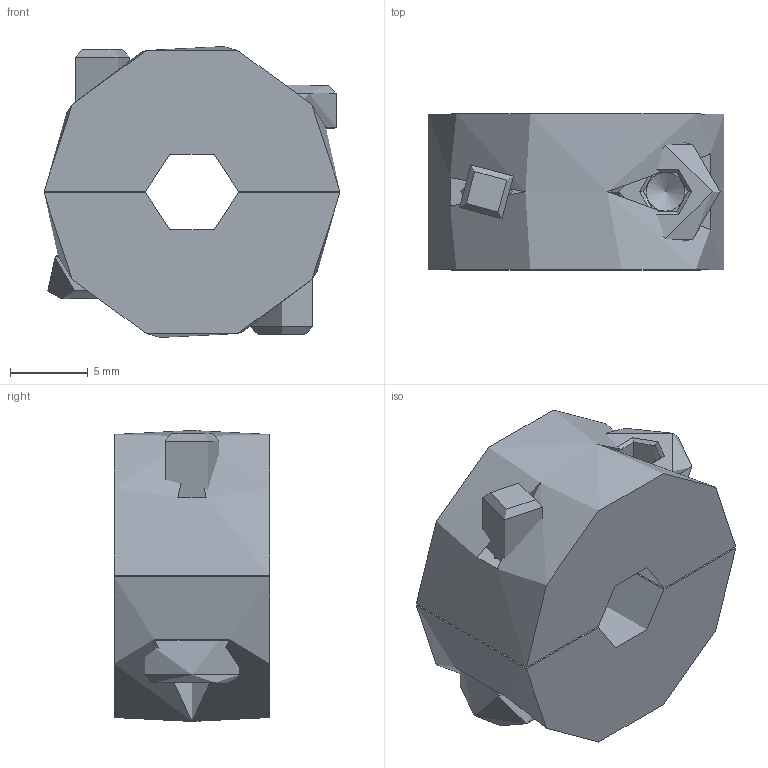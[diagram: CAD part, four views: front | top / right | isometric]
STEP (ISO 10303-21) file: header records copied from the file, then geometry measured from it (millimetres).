
FILE_DESCRIPTION (( 'STEP AP203' ), '1' );
FILE_NAME ('100072006.step', '2021-10-12T11:37:52', ( '' ), ( '' ), 'SwSTEP 2.0', 'SolidWorks 2018', '' );
FILE_SCHEMA (( 'CONFIG_CONTROL_DESIGN' ));
Length unit declared in the file: millimetre
Products named in the file (9): DIN 7984; 10007200X Teil1_100072006 Teil1; DIN 7984_DIN 7984 M4x16; 100072006; 10007200X Teil1
Assembly tree (7 placements, depth 2):
  100072006
    10007200X Teil1_100072006 Teil1
    10007200X Teil1_100072006 Teil1
    DIN 7984_DIN 7984 M4x16  x2
  10007200X Teil1
  100072006
    10007200X Teil1
    DIN 7984
    DIN 7984
Bounding box: 19 x 10 x 18.67 mm (x, y, z)
Volume: 2518.2 mm3; surface area: 2461.4 mm2
Topology: 4 solids, 4 shells, 334 faces, 850 edges, 560 vertices
Faces by surface type: plane 178, bspline 128, cylinder 16, cone 6, torus 6
Full cylindrical faces by diameter (mm): 3.3 x2, 4 x2, 4.3 x2, 7 x2
Entity records: 18881 total; most frequent: CARTESIAN_POINT 11414, ORIENTED_EDGE 1542, DIRECTION 929, EDGE_CURVE 771, VERTEX_POINT 516, LINE 475, VECTOR 475, EDGE_LOOP 359
